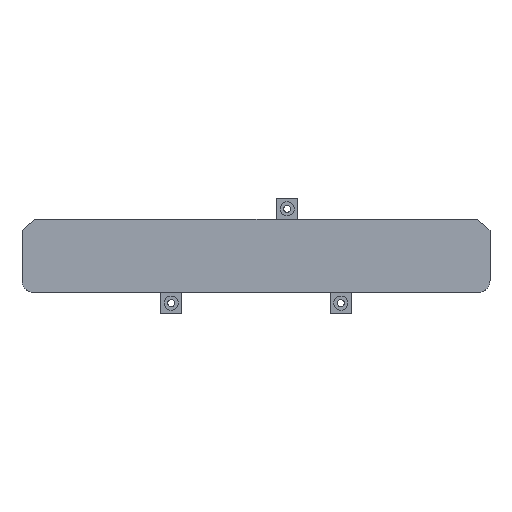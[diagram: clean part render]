
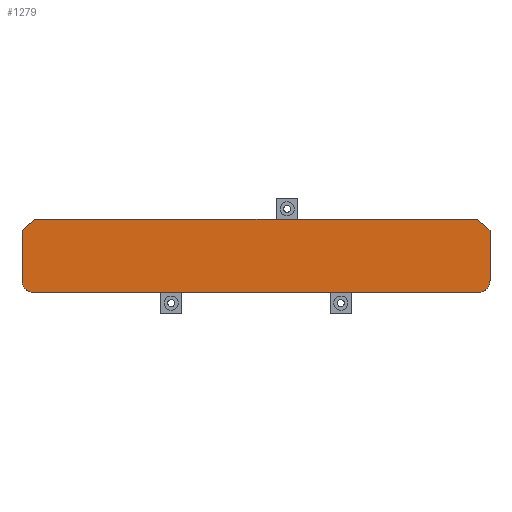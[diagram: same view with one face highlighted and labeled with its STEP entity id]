
A CAD part, top view. The second image highlights one B-rep face of the part: STEP entity #1279.
In plain terms, the highlighted planar face has unit normal (0, 0, 1).
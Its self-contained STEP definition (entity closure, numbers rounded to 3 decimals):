
#69=LINE('',#1926,#201);
#81=LINE('',#1952,#213);
#89=LINE('',#1971,#221);
#112=LINE('',#2019,#244);
#115=LINE('',#2024,#247);
#118=LINE('',#2031,#250);
#201=VECTOR('',#1553,10.);
#213=VECTOR('',#1573,10.);
#221=VECTOR('',#1589,10.);
#244=VECTOR('',#1626,10.);
#247=VECTOR('',#1631,10.);
#250=VECTOR('',#1638,10.);
#382=FACE_OUTER_BOUND('',#465,.T.);
#465=EDGE_LOOP('',(#1135,#1136,#1137,#1138,#1139,#1140,#1141,#1142));
#484=CIRCLE('',#1337,3.3);
#513=CIRCLE('',#1410,3.3);
#558=VERTEX_POINT('',#1912);
#559=VERTEX_POINT('',#1914);
#563=VERTEX_POINT('',#1924);
#572=VERTEX_POINT('',#1949);
#573=VERTEX_POINT('',#1951);
#580=VERTEX_POINT('',#1970);
#598=VERTEX_POINT('',#2017);
#601=VERTEX_POINT('',#2030);
#691=EDGE_CURVE('',#559,#558,#484,.T.);
#697=EDGE_CURVE('',#558,#563,#69,.T.);
#709=EDGE_CURVE('',#573,#572,#81,.T.);
#719=EDGE_CURVE('',#580,#573,#89,.T.);
#745=EDGE_CURVE('',#572,#598,#112,.T.);
#748=EDGE_CURVE('',#598,#559,#115,.T.);
#751=EDGE_CURVE('',#601,#580,#118,.T.);
#805=EDGE_CURVE('',#563,#601,#513,.T.);
#1135=ORIENTED_EDGE('',*,*,#745,.T.);
#1136=ORIENTED_EDGE('',*,*,#748,.T.);
#1137=ORIENTED_EDGE('',*,*,#691,.T.);
#1138=ORIENTED_EDGE('',*,*,#697,.T.);
#1139=ORIENTED_EDGE('',*,*,#805,.T.);
#1140=ORIENTED_EDGE('',*,*,#751,.T.);
#1141=ORIENTED_EDGE('',*,*,#719,.T.);
#1142=ORIENTED_EDGE('',*,*,#709,.T.);
#1209=PLANE('',#1409);
#1279=ADVANCED_FACE('',(#382),#1209,.T.);
#1337=AXIS2_PLACEMENT_3D('',#1915,#1543,#1544);
#1409=AXIS2_PLACEMENT_3D('',#2141,#1772,#1773);
#1410=AXIS2_PLACEMENT_3D('',#2142,#1774,#1775);
#1543=DIRECTION('center_axis',(0.,0.,1.));
#1544=DIRECTION('ref_axis',(-1.,0.,0.));
#1553=DIRECTION('',(1.,0.,0.));
#1573=DIRECTION('',(-1.,0.,0.));
#1589=DIRECTION('',(-0.766,0.643,0.));
#1626=DIRECTION('',(-0.766,-0.643,0.));
#1631=DIRECTION('',(0.,-1.,0.));
#1638=DIRECTION('',(0.,1.,0.));
#1772=DIRECTION('center_axis',(0.,0.,1.));
#1773=DIRECTION('ref_axis',(1.,0.,0.));
#1774=DIRECTION('center_axis',(0.,0.,1.));
#1775=DIRECTION('ref_axis',(0.,-1.,0.));
#1912=CARTESIAN_POINT('',(-64.55,-127.784,32.624));
#1914=CARTESIAN_POINT('',(-67.85,-124.484,32.624));
#1915=CARTESIAN_POINT('Origin',(-64.55,-124.484,32.624));
#1924=CARTESIAN_POINT('',(60.05,-127.784,32.624));
#1926=CARTESIAN_POINT('',(-59.85,-127.784,32.624));
#1949=CARTESIAN_POINT('',(-64.226,-107.334,32.624));
#1951=CARTESIAN_POINT('',(59.726,-107.334,32.624));
#1952=CARTESIAN_POINT('',(55.35,-107.334,32.624));
#1970=CARTESIAN_POINT('',(63.35,-110.375,32.624));
#1971=CARTESIAN_POINT('',(59.726,-107.334,32.624));
#2017=CARTESIAN_POINT('',(-67.85,-110.375,32.624));
#2019=CARTESIAN_POINT('',(-64.226,-107.334,32.624));
#2024=CARTESIAN_POINT('',(-67.85,-124.484,32.624));
#2030=CARTESIAN_POINT('',(63.35,-124.484,32.624));
#2031=CARTESIAN_POINT('',(63.35,-110.375,32.624));
#2141=CARTESIAN_POINT('Origin',(-2.25,-117.559,32.624));
#2142=CARTESIAN_POINT('Origin',(60.05,-124.484,32.624));
